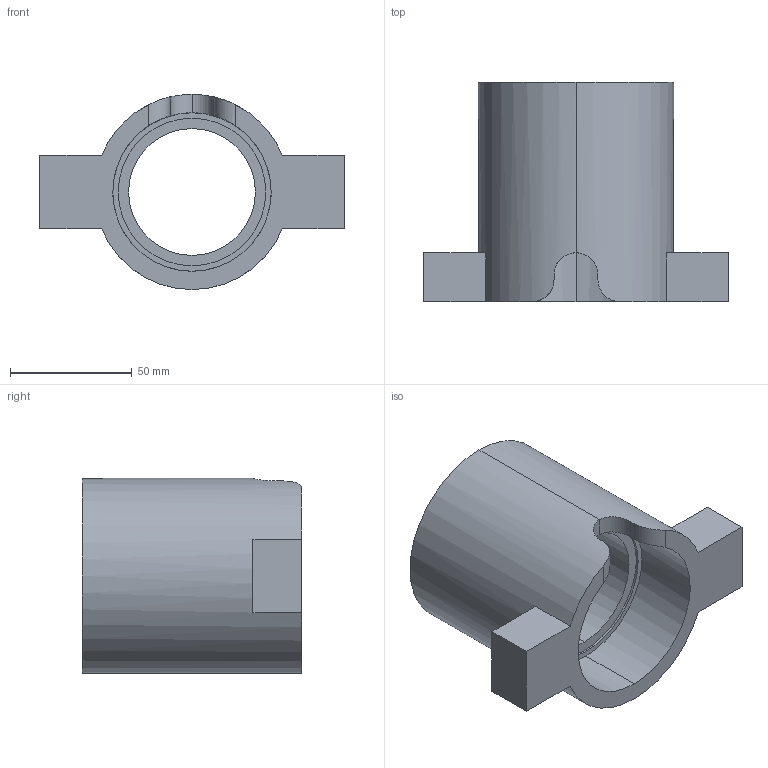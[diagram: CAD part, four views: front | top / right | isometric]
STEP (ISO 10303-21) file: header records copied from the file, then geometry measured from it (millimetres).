
FILE_DESCRIPTION (( 'STEP AP203' ), '1' );
FILE_NAME ('first_joint.STEP', '2025-11-11T16:59:13', ( '' ), ( '' ), 'SwSTEP 2.0', 'SolidWorks 2024', '' );
FILE_SCHEMA (( 'CONFIG_CONTROL_DESIGN' ));
Length unit declared in the file: millimetre
Products named in the file (1): first_joint
Bounding box: 125 x 90 x 80 mm (x, y, z)
Volume: 210585.2 mm3; surface area: 49963.8 mm2
Topology: 1 solids, 1 shells, 35 faces, 85 edges, 56 vertices
Faces by surface type: cylinder 18, plane 17
Entity records: 1292 total; most frequent: CARTESIAN_POINT 369, DIRECTION 181, ORIENTED_EDGE 170, EDGE_CURVE 85, AXIS2_PLACEMENT_3D 68, VERTEX_POINT 56, VECTOR 45, LINE 45
